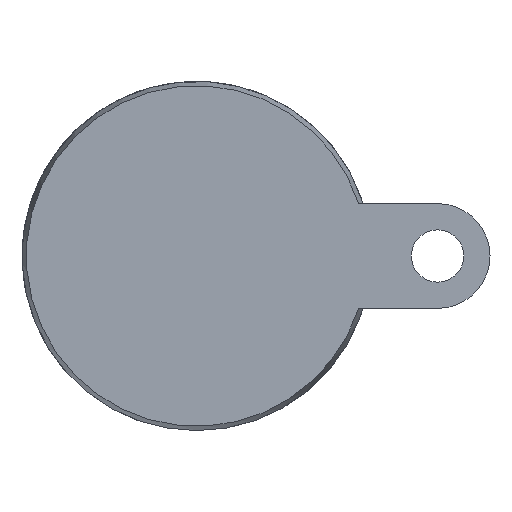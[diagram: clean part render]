
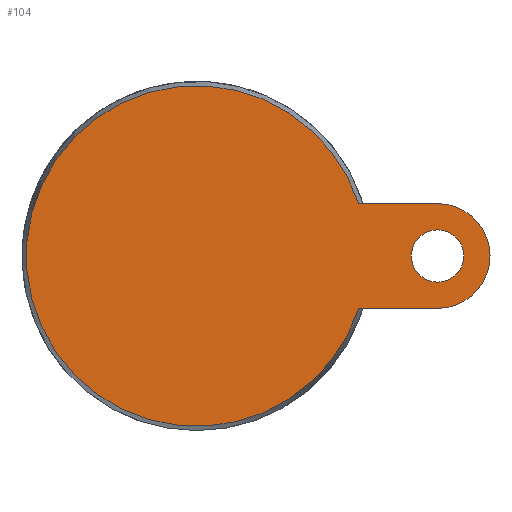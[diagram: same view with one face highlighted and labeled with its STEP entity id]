
A CAD part, front view. The second image highlights one B-rep face of the part: STEP entity #104.
In plain terms, the highlighted planar face has unit normal (0, -1, 0).
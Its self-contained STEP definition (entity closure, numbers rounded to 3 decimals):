
#104 = ADVANCED_FACE( '', ( #242, #243 ), #244, .F. );
#242 = FACE_BOUND( '', #415, .T. );
#243 = FACE_OUTER_BOUND( '', #416, .T. );
#244 = PLANE( '', #417 );
#415 = EDGE_LOOP( '', ( #690 ) );
#416 = EDGE_LOOP( '', ( #691, #692, #693, #694 ) );
#417 = AXIS2_PLACEMENT_3D( '', #695, #696, #697 );
#690 = ORIENTED_EDGE( '', *, *, #989, .T. );
#691 = ORIENTED_EDGE( '', *, *, #1028, .F. );
#692 = ORIENTED_EDGE( '', *, *, #1029, .T. );
#693 = ORIENTED_EDGE( '', *, *, #956, .F. );
#694 = ORIENTED_EDGE( '', *, *, #1030, .F. );
#695 = CARTESIAN_POINT( '', ( 48.75, 0., 0. ) );
#696 = DIRECTION( '', ( 0., 1., 0. ) );
#697 = DIRECTION( '', ( 0., 0., 1. ) );
#956 = EDGE_CURVE( '', #1103, #1104, #1105, .T. );
#989 = EDGE_CURVE( '', #1161, #1161, #1162, .T. );
#1028 = EDGE_CURVE( '', #1224, #1225, #1226, .T. );
#1029 = EDGE_CURVE( '', #1224, #1104, #1227, .T. );
#1030 = EDGE_CURVE( '', #1225, #1103, #1228, .T. );
#1103 = VERTEX_POINT( '', #1313 );
#1104 = VERTEX_POINT( '', #1314 );
#1105 = LINE( '', #1315, #1316 );
#1161 = VERTEX_POINT( '', #1393 );
#1162 = CIRCLE( '', #1394, 7.5 );
#1224 = VERTEX_POINT( '', #1521 );
#1225 = VERTEX_POINT( '', #1522 );
#1226 = LINE( '', #1523, #1524 );
#1227 = CIRCLE( '', #1525, 48.75 );
#1228 = CIRCLE( '', #1526, 15. );
#1313 = CARTESIAN_POINT( '', ( 69., 0., -15. ) );
#1314 = CARTESIAN_POINT( '', ( 46.385, 0., -15. ) );
#1315 = CARTESIAN_POINT( '', ( 69., 0., -15. ) );
#1316 = VECTOR( '', #1708, 1000. );
#1393 = CARTESIAN_POINT( '', ( 76.5, 0., 0. ) );
#1394 = AXIS2_PLACEMENT_3D( '', #1745, #1746, #1747 );
#1521 = CARTESIAN_POINT( '', ( 46.385, 0., 15. ) );
#1522 = CARTESIAN_POINT( '', ( 69., 0., 15. ) );
#1523 = CARTESIAN_POINT( '', ( 0., 0., 15. ) );
#1524 = VECTOR( '', #1798, 1000. );
#1525 = AXIS2_PLACEMENT_3D( '', #1799, #1800, #1801 );
#1526 = AXIS2_PLACEMENT_3D( '', #1802, #1803, #1804 );
#1708 = DIRECTION( '', ( -1., 0., 0. ) );
#1745 = CARTESIAN_POINT( '', ( 69., 0., 0. ) );
#1746 = DIRECTION( '', ( 0., 1., 0. ) );
#1747 = DIRECTION( '', ( 1., 0., 0. ) );
#1798 = DIRECTION( '', ( 1., 0., 0. ) );
#1799 = CARTESIAN_POINT( '', ( 0., 0., 0. ) );
#1800 = DIRECTION( '', ( 0., -1., 0. ) );
#1801 = DIRECTION( '', ( 0., 0., -1. ) );
#1802 = CARTESIAN_POINT( '', ( 69., 0., 0. ) );
#1803 = DIRECTION( '', ( 0., 1., 0. ) );
#1804 = DIRECTION( '', ( 1., 0., 0. ) );
